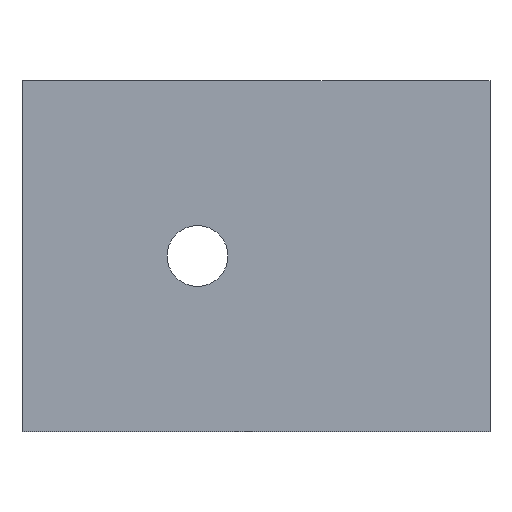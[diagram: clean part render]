
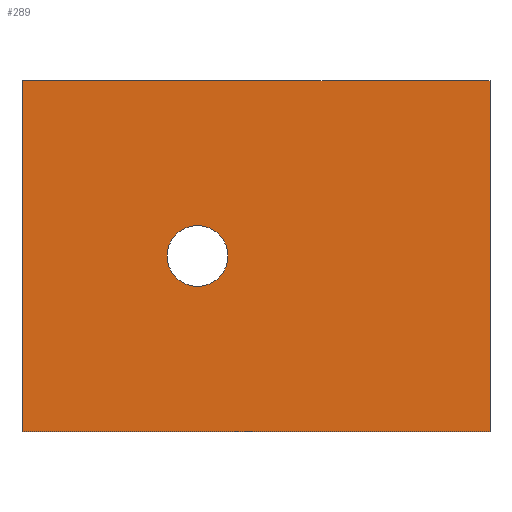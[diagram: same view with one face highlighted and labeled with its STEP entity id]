
A CAD part, left-side view. The second image highlights one B-rep face of the part: STEP entity #289.
In plain terms, the highlighted planar face has unit normal (-1, 0, 0).
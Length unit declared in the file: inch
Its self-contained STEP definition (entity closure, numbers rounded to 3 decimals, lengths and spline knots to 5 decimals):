
#29=FACE_BOUND('',#54,.T.);
#36=FACE_OUTER_BOUND('',#53,.T.);
#53=EDGE_LOOP('',(#203,#204,#205,#206));
#54=EDGE_LOOP('',(#207));
#76=CIRCLE('',#322,0.13);
#88=LINE('',#436,#111);
#89=LINE('',#439,#112);
#90=LINE('',#441,#113);
#91=LINE('',#442,#114);
#111=VECTOR('',#355,2.);
#112=VECTOR('',#358,1.5);
#113=VECTOR('',#359,2.);
#114=VECTOR('',#360,1.5);
#132=VERTEX_POINT('',#428);
#135=VERTEX_POINT('',#434);
#136=VERTEX_POINT('',#438);
#137=VERTEX_POINT('',#440);
#138=VERTEX_POINT('',#443);
#162=EDGE_CURVE('',#132,#135,#88,.T.);
#163=EDGE_CURVE('',#135,#136,#89,.T.);
#164=EDGE_CURVE('',#137,#136,#90,.T.);
#165=EDGE_CURVE('',#132,#137,#91,.T.);
#166=EDGE_CURVE('',#138,#138,#76,.F.);
#203=ORIENTED_EDGE('',*,*,#163,.T.);
#204=ORIENTED_EDGE('',*,*,#164,.F.);
#205=ORIENTED_EDGE('',*,*,#165,.F.);
#206=ORIENTED_EDGE('',*,*,#162,.T.);
#207=ORIENTED_EDGE('',*,*,#166,.F.);
#279=PLANE('',#321);
#289=ADVANCED_FACE('',(#36,#29),#279,.F.);
#321=AXIS2_PLACEMENT_3D('',#437,#356,#357);
#322=AXIS2_PLACEMENT_3D('',#444,#361,#362);
#355=DIRECTION('',(0.,-1.,0.));
#356=DIRECTION('center_axis',(1.,0.,0.));
#357=DIRECTION('ref_axis',(0.,0.,-1.));
#358=DIRECTION('',(0.,0.,1.));
#359=DIRECTION('',(0.,-1.,0.));
#360=DIRECTION('',(0.,0.,1.));
#361=DIRECTION('center_axis',(1.,0.,0.));
#362=DIRECTION('ref_axis',(0.,0.,-1.));
#428=CARTESIAN_POINT('',(0.,2.,0.));
#434=CARTESIAN_POINT('',(0.,0.,0.));
#436=CARTESIAN_POINT('',(0.,2.,0.));
#437=CARTESIAN_POINT('Origin',(0.,2.,0.));
#438=CARTESIAN_POINT('',(0.,0.,1.5));
#439=CARTESIAN_POINT('',(0.,0.,0.));
#440=CARTESIAN_POINT('',(0.,2.,1.5));
#441=CARTESIAN_POINT('',(0.,2.,1.5));
#442=CARTESIAN_POINT('',(0.,2.,0.));
#443=CARTESIAN_POINT('',(0.,1.12,0.75));
#444=CARTESIAN_POINT('Origin',(0.,1.25,0.75));
